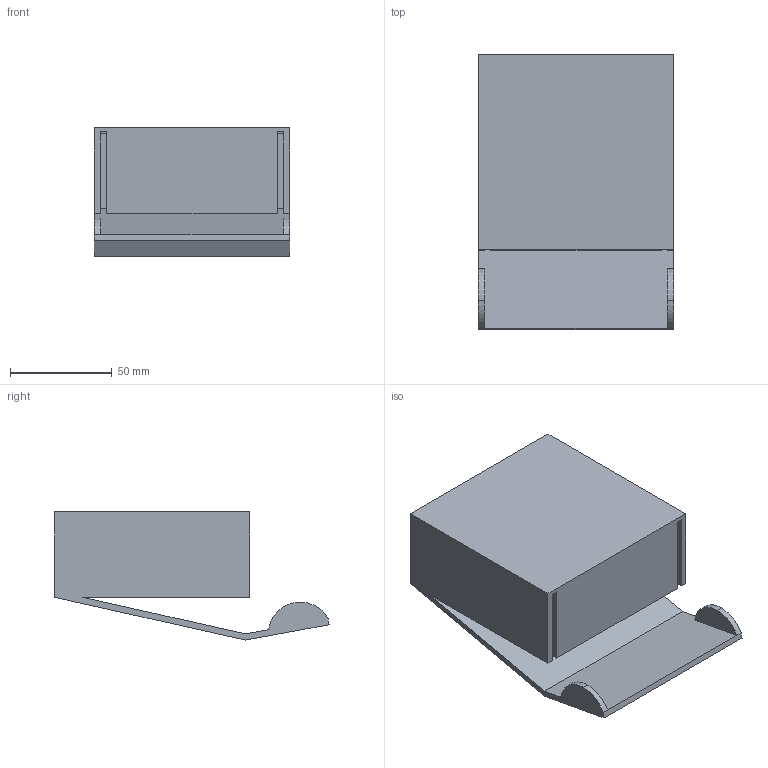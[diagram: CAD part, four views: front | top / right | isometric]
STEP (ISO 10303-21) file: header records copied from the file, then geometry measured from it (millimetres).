
FILE_DESCRIPTION (( 'STEP AP214' ), '1' );
FILE_NAME ('MS001-D.01.010ZB.1.1 体位反馈模块包装纸盒.step', '2021-08-27T12:08:45', ( '' ), ( '' ), 'SwSTEP 2.0', 'SolidWorks 2016', '' );
FILE_SCHEMA (( 'AUTOMOTIVE_DESIGN' ));
Length unit declared in the file: millimetre
Products named in the file (1): MS001-D.01.010ZB.1.1 体位反馈模块包装纸盒
Bounding box: 96 x 134.97 x 63.07 mm (x, y, z)
Volume: 110667.5 mm3; surface area: 76174.3 mm2
Topology: 1 solids, 1 shells, 30 faces, 80 edges, 52 vertices
Faces by surface type: plane 26, cylinder 4
Entity records: 954 total; most frequent: CARTESIAN_POINT 163, ORIENTED_EDGE 160, DIRECTION 150, EDGE_CURVE 80, LINE 72, VECTOR 72, VERTEX_POINT 52, AXIS2_PLACEMENT_3D 39
